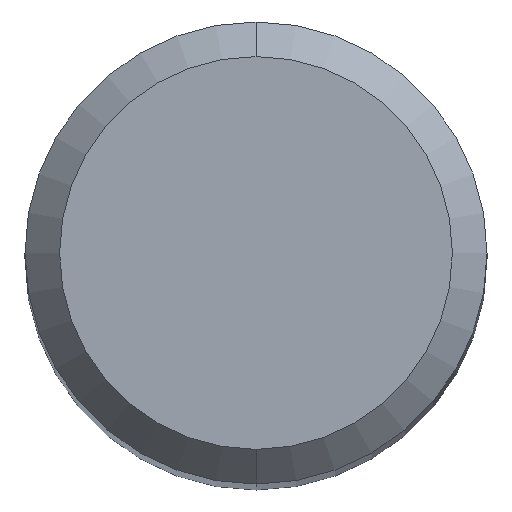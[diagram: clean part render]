
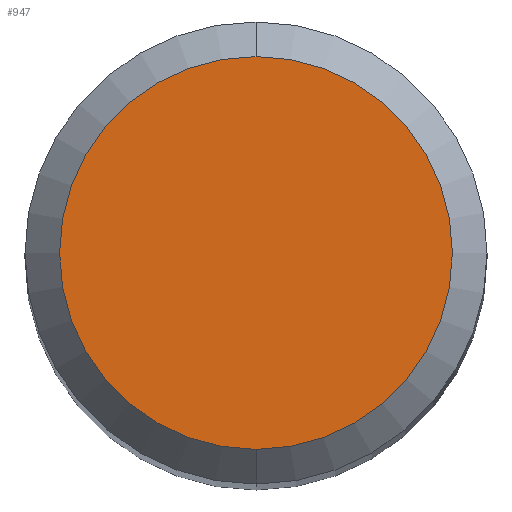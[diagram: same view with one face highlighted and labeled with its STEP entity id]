
A CAD part, top view. The second image highlights one B-rep face of the part: STEP entity #947.
In plain terms, the highlighted planar face has unit normal (0, 0, 1).
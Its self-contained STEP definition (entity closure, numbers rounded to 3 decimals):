
#357=VERTEX_POINT('',#1021);
#467=EDGE_CURVE('',#357,#859,#1142,.T.);
#767=EDGE_CURVE('',#859,#357,#1470,.T.);
#859=VERTEX_POINT('',#1571);
#947=ADVANCED_FACE('',(#1664),#1665,.T.);
#1021=CARTESIAN_POINT('',(0.0,1.7,0.0));
#1142=CIRCLE('',#2100,1.7);
#1470=CIRCLE('',#3317,1.7);
#1571=CARTESIAN_POINT('',(0.,-1.7,0.0));
#1664=FACE_OUTER_BOUND('',#4269,.T.);
#1665=PLANE('',#4270);
#2100=AXIS2_PLACEMENT_3D('',#4775,#4776,#4777);
#3317=AXIS2_PLACEMENT_3D('',#5178,#5179,#5180);
#4269=EDGE_LOOP('',(#5347,#5348));
#4270=AXIS2_PLACEMENT_3D('',#5349,#5350,#5351);
#4775=CARTESIAN_POINT('',(0.0,0.0,0.0));
#4776=DIRECTION('',(0.0,0.0,-1.0));
#4777=DIRECTION('',(0.0,1.0,0.0));
#5178=CARTESIAN_POINT('',(0.0,0.0,0.0));
#5179=DIRECTION('',(0.0,0.0,-1.0));
#5180=DIRECTION('',(0.0,1.0,0.0));
#5347=ORIENTED_EDGE('',*,*,#467,.F.);
#5348=ORIENTED_EDGE('',*,*,#767,.F.);
#5349=CARTESIAN_POINT('',(0.0,0.85,0.0));
#5350=DIRECTION('',(-0.0,0.0,1.0));
#5351=DIRECTION('',(0.0,-1.0,0.0));
